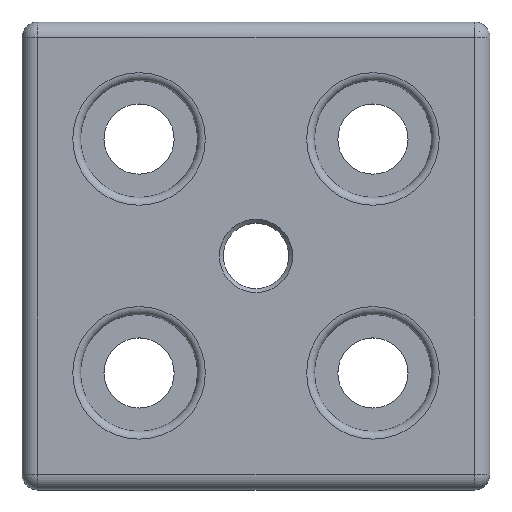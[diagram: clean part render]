
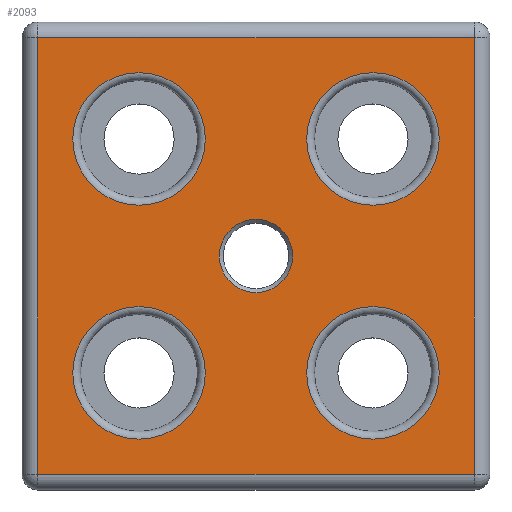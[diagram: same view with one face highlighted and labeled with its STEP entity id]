
A CAD part, top view. The second image highlights one B-rep face of the part: STEP entity #2093.
In plain terms, the highlighted planar face has unit normal (0, 0, 1).
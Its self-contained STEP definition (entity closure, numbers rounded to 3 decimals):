
#15=FACE_BOUND('',#583,.T.);
#16=FACE_BOUND('',#584,.T.);
#17=FACE_BOUND('',#585,.T.);
#18=FACE_BOUND('',#586,.T.);
#19=FACE_BOUND('',#587,.T.);
#33=PLANE('',#2349);
#160=LINE('',#3991,#274);
#161=LINE('',#3992,#275);
#162=LINE('',#3994,#276);
#163=LINE('',#3995,#277);
#274=VECTOR('',#2834,1000.);
#275=VECTOR('',#2835,1000.);
#276=VECTOR('',#2836,1000.);
#277=VECTOR('',#2837,1000.);
#446=FACE_OUTER_BOUND('',#582,.T.);
#582=EDGE_LOOP('',(#1574,#1575,#1576,#1577));
#583=EDGE_LOOP('',(#1578));
#584=EDGE_LOOP('',(#1579));
#585=EDGE_LOOP('',(#1580));
#586=EDGE_LOOP('',(#1581));
#587=EDGE_LOOP('',(#1582));
#695=CIRCLE('',#2209,8.5);
#699=CIRCLE('',#2214,8.5);
#703=CIRCLE('',#2219,8.5);
#707=CIRCLE('',#2224,8.5);
#766=CIRCLE('',#2293,4.7);
#878=VERTEX_POINT('',#3238);
#881=VERTEX_POINT('',#3246);
#884=VERTEX_POINT('',#3254);
#887=VERTEX_POINT('',#3262);
#891=VERTEX_POINT('',#3271);
#896=VERTEX_POINT('',#3282);
#949=VERTEX_POINT('',#3848);
#998=VERTEX_POINT('',#3990);
#999=VERTEX_POINT('',#3993);
#1073=EDGE_CURVE('',#878,#878,#695,.T.);
#1077=EDGE_CURVE('',#881,#881,#699,.T.);
#1081=EDGE_CURVE('',#884,#884,#703,.T.);
#1085=EDGE_CURVE('',#887,#887,#707,.T.);
#1150=EDGE_CURVE('',#949,#949,#766,.T.);
#1219=EDGE_CURVE('',#891,#998,#160,.T.);
#1220=EDGE_CURVE('',#896,#891,#161,.T.);
#1221=EDGE_CURVE('',#999,#896,#162,.T.);
#1222=EDGE_CURVE('',#998,#999,#163,.T.);
#1574=ORIENTED_EDGE('',*,*,#1219,.F.);
#1575=ORIENTED_EDGE('',*,*,#1220,.F.);
#1576=ORIENTED_EDGE('',*,*,#1221,.F.);
#1577=ORIENTED_EDGE('',*,*,#1222,.F.);
#1578=ORIENTED_EDGE('',*,*,#1150,.F.);
#1579=ORIENTED_EDGE('',*,*,#1073,.F.);
#1580=ORIENTED_EDGE('',*,*,#1077,.F.);
#1581=ORIENTED_EDGE('',*,*,#1081,.F.);
#1582=ORIENTED_EDGE('',*,*,#1085,.F.);
#2093=ADVANCED_FACE('',(#446,#15,#16,#17,#18,#19),#33,.F.);
#2209=AXIS2_PLACEMENT_3D('',#3239,#2516,#2517);
#2214=AXIS2_PLACEMENT_3D('',#3247,#2526,#2527);
#2219=AXIS2_PLACEMENT_3D('',#3255,#2536,#2537);
#2224=AXIS2_PLACEMENT_3D('',#3263,#2546,#2547);
#2293=AXIS2_PLACEMENT_3D('',#3850,#2685,#2686);
#2349=AXIS2_PLACEMENT_3D('',#3989,#2832,#2833);
#2516=DIRECTION('center_axis',(0.,0.,1.));
#2517=DIRECTION('ref_axis',(1.,0.,0.));
#2526=DIRECTION('center_axis',(0.,0.,
1.));
#2527=DIRECTION('ref_axis',(1.,0.,0.));
#2536=DIRECTION('center_axis',(0.,0.,
1.));
#2537=DIRECTION('ref_axis',(1.,0.,0.));
#2546=DIRECTION('center_axis',(0.,0.,1.));
#2547=DIRECTION('ref_axis',(1.,0.,0.));
#2685=DIRECTION('center_axis',(0.,0.,1.));
#2686=DIRECTION('ref_axis',(1.,0.,0.));
#2832=DIRECTION('center_axis',(0.,0.,-1.));
#2833=DIRECTION('ref_axis',(-1.,0.,0.));
#2834=DIRECTION('',(0.,-1.,0.));
#2835=DIRECTION('',(1.,0.,0.));
#2836=DIRECTION('',(0.,1.,0.));
#2837=DIRECTION('',(-1.,0.,0.));
#3238=CARTESIAN_POINT('',(-6.5,-15.,12.));
#3239=CARTESIAN_POINT('Origin',(-15.,-15.,12.));
#3246=CARTESIAN_POINT('',(23.5,-15.,12.));
#3247=CARTESIAN_POINT('Origin',(15.,-15.,12.));
#3254=CARTESIAN_POINT('',(23.5,15.,12.));
#3255=CARTESIAN_POINT('Origin',(15.,15.,12.));
#3262=CARTESIAN_POINT('',(-6.5,15.,12.));
#3263=CARTESIAN_POINT('Origin',(-15.,15.,12.));
#3271=CARTESIAN_POINT('',(28.,28.,12.));
#3282=CARTESIAN_POINT('',(-28.,28.,12.));
#3848=CARTESIAN_POINT('',(-4.7,0.,12.));
#3850=CARTESIAN_POINT('Origin',(0.,0.,12.));
#3989=CARTESIAN_POINT('Origin',(30.,30.,12.));
#3990=CARTESIAN_POINT('',(28.,-28.,12.));
#3991=CARTESIAN_POINT('',(28.,30.,12.));
#3992=CARTESIAN_POINT('',(30.,28.,12.));
#3993=CARTESIAN_POINT('',(-28.,-28.,12.));
#3994=CARTESIAN_POINT('',(-28.,30.,12.));
#3995=CARTESIAN_POINT('',(30.,-28.,12.));
